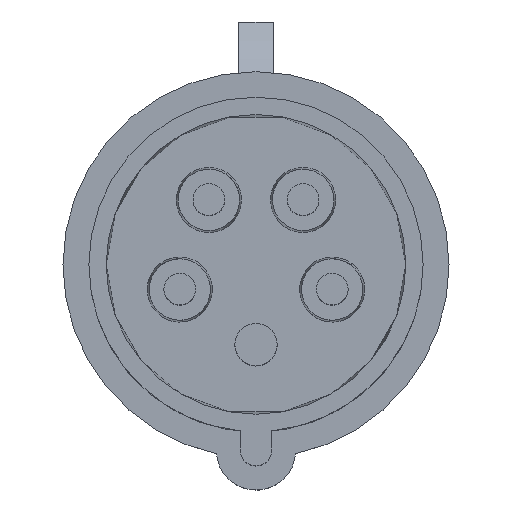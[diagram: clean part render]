
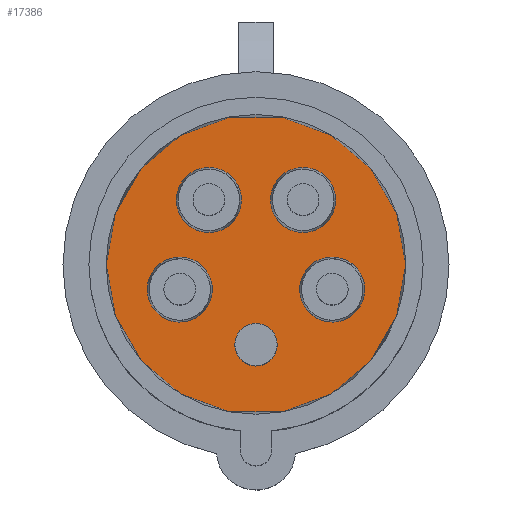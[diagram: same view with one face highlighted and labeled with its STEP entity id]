
A CAD part, top view. The second image highlights one B-rep face of the part: STEP entity #17386.
In plain terms, the highlighted planar face has unit normal (0, 0, 1).
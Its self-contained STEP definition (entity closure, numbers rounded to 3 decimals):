
#166 = CARTESIAN_POINT ( 'NONE',  ( 3.929, 15.871, 37.421 ) ) ;
#222 = CARTESIAN_POINT ( 'NONE',  ( -8.905, 12.257, 37.421 ) ) ;
#267 = CARTESIAN_POINT ( 'NONE',  ( -8.905, 12.257, 37.421 ) ) ;
#904 = CIRCLE ( 'NONE', #5338, 6.15 ) ;
#1174 = DIRECTION ( 'NONE',  ( 0., 0., 1. ) ) ;
#1327 = CIRCLE ( 'NONE', #20803, 28.309 ) ;
#2188 = DIRECTION ( 'NONE',  ( 1., 0., 0. ) ) ;
#2306 = EDGE_CURVE ( 'NONE', #9486, #21179, #904, .T. ) ;
#2599 = DIRECTION ( 'NONE',  ( 1., 0., 0. ) ) ;
#2832 = PLANE ( 'NONE',  #30200 ) ;
#2844 = DIRECTION ( 'NONE',  ( 0., 0., 1. ) ) ;
#2941 = CARTESIAN_POINT ( 'NONE',  ( -13.88, 8.642, 37.421 ) ) ;
#3214 = VERTEX_POINT ( 'NONE', #18513 ) ;
#3797 = DIRECTION ( 'NONE',  ( 0., 0., -1. ) ) ;
#4756 = ORIENTED_EDGE ( 'NONE', *, *, #33359, .F. ) ;
#5070 = EDGE_LOOP ( 'NONE', ( #27214, #24822 ) ) ;
#5272 = VERTEX_POINT ( 'NONE', #22688 ) ;
#5338 = AXIS2_PLACEMENT_3D ( 'NONE', #267, #24878, #21553 ) ;
#5404 = CARTESIAN_POINT ( 'NONE',  ( 13.88, 8.642, 37.421 ) ) ;
#5457 = DIRECTION ( 'NONE',  ( 1., 0., 0. ) ) ;
#6081 = EDGE_LOOP ( 'NONE', ( #26197, #32488 ) ) ;
#7550 = CARTESIAN_POINT ( 'NONE',  ( 0., 0., 37.421 ) ) ;
#8208 = AXIS2_PLACEMENT_3D ( 'NONE', #23810, #12532, #23979 ) ;
#8316 = CARTESIAN_POINT ( 'NONE',  ( 16.309, 1.167, 37.421 ) ) ;
#8373 = CIRCLE ( 'NONE', #8930, 6.15 ) ;
#8558 = DIRECTION ( 'NONE',  ( 0., 0., -1. ) ) ;
#8601 = CARTESIAN_POINT ( 'NONE',  ( 28.309, 0., 37.421 ) ) ;
#8754 = EDGE_CURVE ( 'NONE', #21179, #9486, #21331, .T. ) ;
#8849 = CARTESIAN_POINT ( 'NONE',  ( -28.309, 0., 37.421 ) ) ;
#8930 = AXIS2_PLACEMENT_3D ( 'NONE', #17044, #1174, #16527 ) ;
#9116 = AXIS2_PLACEMENT_3D ( 'NONE', #23869, #17943, #2599 ) ;
#9246 = EDGE_CURVE ( 'NONE', #27341, #20982, #34155, .T. ) ;
#9294 = AXIS2_PLACEMENT_3D ( 'NONE', #12821, #23636, #2188 ) ;
#9486 = VERTEX_POINT ( 'NONE', #2941 ) ;
#10336 = DIRECTION ( 'NONE',  ( 1., 0., 0. ) ) ;
#10359 = ORIENTED_EDGE ( 'NONE', *, *, #21653, .F. ) ;
#11224 = CIRCLE ( 'NONE', #18470, 3.999 ) ;
#11433 = CARTESIAN_POINT ( 'NONE',  ( -12.508, -10.531, 37.421 ) ) ;
#11459 = ORIENTED_EDGE ( 'NONE', *, *, #24054, .F. ) ;
#12142 = CARTESIAN_POINT ( 'NONE',  ( -3.929, 15.871, 37.421 ) ) ;
#12532 = DIRECTION ( 'NONE',  ( 0., 0., 1. ) ) ;
#12703 = EDGE_CURVE ( 'NONE', #28297, #32968, #1327, .T. ) ;
#12796 = CIRCLE ( 'NONE', #32302, 3.999 ) ;
#12821 = CARTESIAN_POINT ( 'NONE',  ( 0., 0., 37.421 ) ) ;
#13033 = DIRECTION ( 'NONE',  ( 1., 0., 0. ) ) ;
#13471 = DIRECTION ( 'NONE',  ( 0., 0., 1. ) ) ;
#13936 = AXIS2_PLACEMENT_3D ( 'NONE', #31695, #18437, #27007 ) ;
#14641 = EDGE_LOOP ( 'NONE', ( #19939, #4756 ) ) ;
#15680 = ORIENTED_EDGE ( 'NONE', *, *, #23955, .F. ) ;
#15731 = EDGE_LOOP ( 'NONE', ( #10359, #15680 ) ) ;
#16057 = CARTESIAN_POINT ( 'NONE',  ( 0., -15.15, 37.421 ) ) ;
#16090 = FACE_BOUND ( 'NONE', #6081, .T. ) ;
#16527 = DIRECTION ( 'NONE',  ( 1., 0., 0. ) ) ;
#16727 = DIRECTION ( 'NONE',  ( 0., 0., -1. ) ) ;
#17044 = CARTESIAN_POINT ( 'NONE',  ( 14.409, -4.682, 37.421 ) ) ;
#17386 = ADVANCED_FACE ( 'NONE', ( #16090, #26744, #34237, #23775, #26060, #28685 ), #2832, .T. ) ;
#17943 = DIRECTION ( 'NONE',  ( 0., 0., 1. ) ) ;
#18190 = CIRCLE ( 'NONE', #9294, 28.309 ) ;
#18437 = DIRECTION ( 'NONE',  ( 0., 0., 1. ) ) ;
#18470 = AXIS2_PLACEMENT_3D ( 'NONE', #16057, #8558, #26708 ) ;
#18513 = CARTESIAN_POINT ( 'NONE',  ( -4., -15.15, 37.421 ) ) ;
#18609 = DIRECTION ( 'NONE',  ( 0., 0., 1. ) ) ;
#18928 = AXIS2_PLACEMENT_3D ( 'NONE', #21583, #18609, #13033 ) ;
#19449 = AXIS2_PLACEMENT_3D ( 'NONE', #22931, #20299, #30939 ) ;
#19939 = ORIENTED_EDGE ( 'NONE', *, *, #12703, .F. ) ;
#20299 = DIRECTION ( 'NONE',  ( 0., 0., 1. ) ) ;
#20803 = AXIS2_PLACEMENT_3D ( 'NONE', #30161, #16727, #32424 ) ;
#20982 = VERTEX_POINT ( 'NONE', #8316 ) ;
#21179 = VERTEX_POINT ( 'NONE', #12142 ) ;
#21331 = CIRCLE ( 'NONE', #34130, 6.15 ) ;
#21553 = DIRECTION ( 'NONE',  ( 1., 0., 0. ) ) ;
#21583 = CARTESIAN_POINT ( 'NONE',  ( 8.905, 12.257, 37.421 ) ) ;
#21653 = EDGE_CURVE ( 'NONE', #5272, #29787, #34464, .T. ) ;
#21984 = CARTESIAN_POINT ( 'NONE',  ( 3.999, -15.15, 37.421 ) ) ;
#22382 = CARTESIAN_POINT ( 'NONE',  ( 12.508, -10.531, 37.421 ) ) ;
#22555 = VERTEX_POINT ( 'NONE', #21984 ) ;
#22688 = CARTESIAN_POINT ( 'NONE',  ( -16.309, 1.167, 37.421 ) ) ;
#22931 = CARTESIAN_POINT ( 'NONE',  ( -14.409, -4.682, 37.421 ) ) ;
#23636 = DIRECTION ( 'NONE',  ( 0., 0., -1. ) ) ;
#23775 = FACE_BOUND ( 'NONE', #5070, .T. ) ;
#23810 = CARTESIAN_POINT ( 'NONE',  ( 8.905, 12.257, 37.421 ) ) ;
#23869 = CARTESIAN_POINT ( 'NONE',  ( 14.409, -4.682, 37.421 ) ) ;
#23955 = EDGE_CURVE ( 'NONE', #29787, #5272, #30643, .T. ) ;
#23979 = DIRECTION ( 'NONE',  ( 1., 0., 0. ) ) ;
#24054 = EDGE_CURVE ( 'NONE', #25616, #34127, #29517, .T. ) ;
#24153 = EDGE_CURVE ( 'NONE', #3214, #22555, #12796, .T. ) ;
#24210 = EDGE_CURVE ( 'NONE', #20982, #27341, #8373, .T. ) ;
#24822 = ORIENTED_EDGE ( 'NONE', *, *, #2306, .F. ) ;
#24878 = DIRECTION ( 'NONE',  ( 0., 0., 1. ) ) ;
#25154 = EDGE_LOOP ( 'NONE', ( #32607, #11459 ) ) ;
#25616 = VERTEX_POINT ( 'NONE', #166 ) ;
#26060 = FACE_BOUND ( 'NONE', #15731, .T. ) ;
#26197 = ORIENTED_EDGE ( 'NONE', *, *, #24153, .T. ) ;
#26708 = DIRECTION ( 'NONE',  ( -1., 0., 0. ) ) ;
#26744 = FACE_BOUND ( 'NONE', #29029, .T. ) ;
#27007 = DIRECTION ( 'NONE',  ( 1., 0., 0. ) ) ;
#27214 = ORIENTED_EDGE ( 'NONE', *, *, #8754, .F. ) ;
#27341 = VERTEX_POINT ( 'NONE', #22382 ) ;
#27397 = EDGE_CURVE ( 'NONE', #22555, #3214, #11224, .T. ) ;
#28297 = VERTEX_POINT ( 'NONE', #8601 ) ;
#28424 = ORIENTED_EDGE ( 'NONE', *, *, #9246, .F. ) ;
#28685 = FACE_OUTER_BOUND ( 'NONE', #14641, .T. ) ;
#29029 = EDGE_LOOP ( 'NONE', ( #28424, #30950 ) ) ;
#29517 = CIRCLE ( 'NONE', #18928, 6.15 ) ;
#29787 = VERTEX_POINT ( 'NONE', #11433 ) ;
#30161 = CARTESIAN_POINT ( 'NONE',  ( 0., 0., 37.421 ) ) ;
#30200 = AXIS2_PLACEMENT_3D ( 'NONE', #7550, #13471, #10336 ) ;
#30474 = DIRECTION ( 'NONE',  ( -1., 0., 0. ) ) ;
#30516 = CIRCLE ( 'NONE', #8208, 6.15 ) ;
#30643 = CIRCLE ( 'NONE', #13936, 6.15 ) ;
#30939 = DIRECTION ( 'NONE',  ( 1., 0., 0. ) ) ;
#30950 = ORIENTED_EDGE ( 'NONE', *, *, #24210, .F. ) ;
#31695 = CARTESIAN_POINT ( 'NONE',  ( -14.409, -4.682, 37.421 ) ) ;
#32302 = AXIS2_PLACEMENT_3D ( 'NONE', #32921, #3797, #30474 ) ;
#32424 = DIRECTION ( 'NONE',  ( 1., 0., 0. ) ) ;
#32488 = ORIENTED_EDGE ( 'NONE', *, *, #27397, .T. ) ;
#32607 = ORIENTED_EDGE ( 'NONE', *, *, #34370, .F. ) ;
#32921 = CARTESIAN_POINT ( 'NONE',  ( 0., -15.15, 37.421 ) ) ;
#32968 = VERTEX_POINT ( 'NONE', #8849 ) ;
#33359 = EDGE_CURVE ( 'NONE', #32968, #28297, #18190, .T. ) ;
#34127 = VERTEX_POINT ( 'NONE', #5404 ) ;
#34130 = AXIS2_PLACEMENT_3D ( 'NONE', #222, #2844, #5457 ) ;
#34155 = CIRCLE ( 'NONE', #9116, 6.15 ) ;
#34237 = FACE_BOUND ( 'NONE', #25154, .T. ) ;
#34370 = EDGE_CURVE ( 'NONE', #34127, #25616, #30516, .T. ) ;
#34464 = CIRCLE ( 'NONE', #19449, 6.15 ) ;
